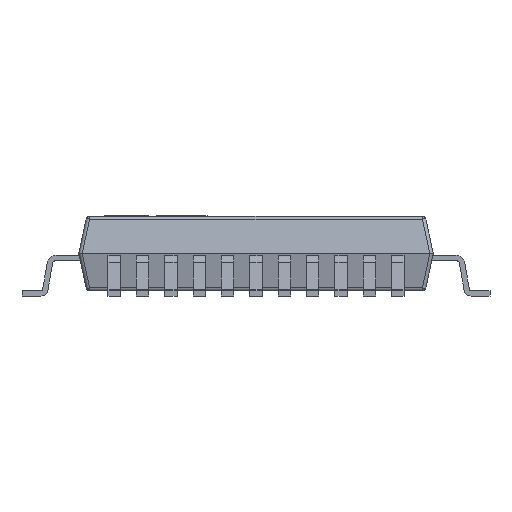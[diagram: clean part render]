
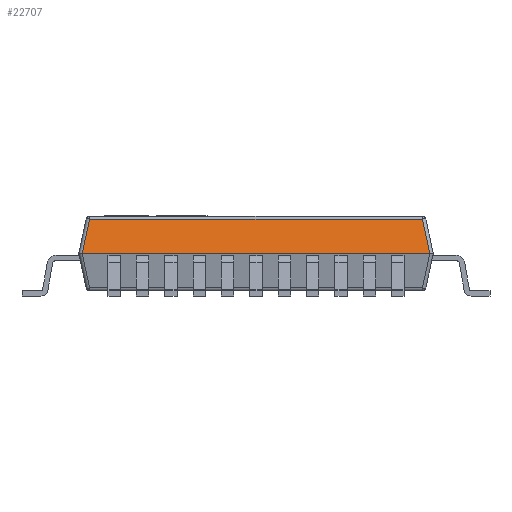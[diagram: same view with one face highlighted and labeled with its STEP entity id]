
A CAD part, front view. The second image highlights one B-rep face of the part: STEP entity #22707.
In plain terms, the highlighted planar face has unit normal (0, -0.978, 0.208).
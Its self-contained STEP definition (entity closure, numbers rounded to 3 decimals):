
#175 = ORIENTED_EDGE ( 'NONE', *, *, #24091, .T. ) ;
#2584 = ORIENTED_EDGE ( 'NONE', *, *, #27843, .T. ) ;
#4294 = ORIENTED_EDGE ( 'NONE', *, *, #10662, .T. ) ;
#5809 = VERTEX_POINT ( 'NONE', #11490 ) ;
#6136 = VECTOR ( 'NONE', #14788, 1000. ) ;
#9831 = PLANE ( 'NONE',  #26843 ) ;
#10662 = EDGE_CURVE ( 'NONE', #26249, #5809, #22140, .T. ) ;
#10800 = VERTEX_POINT ( 'NONE', #38343 ) ;
#11490 = CARTESIAN_POINT ( 'NONE',  ( 4.902, -5., 0. ) ) ;
#12776 = VERTEX_POINT ( 'NONE', #26447 ) ;
#13387 = DIRECTION ( 'NONE',  ( -1., 0., 0. ) ) ;
#13768 = CARTESIAN_POINT ( 'NONE',  ( -4.777, -4.794, 0.971 ) ) ;
#14788 = DIRECTION ( 'NONE',  ( -0.204, 0.204, 0.958 ) ) ;
#15238 = CARTESIAN_POINT ( 'NONE',  ( -5., -5., 0. ) ) ;
#15857 = FACE_OUTER_BOUND ( 'NONE', #25296, .T. ) ;
#16120 = DIRECTION ( 'NONE',  ( 1., 0., 0. ) ) ;
#18199 = ORIENTED_EDGE ( 'NONE', *, *, #38480, .T. ) ;
#20183 = VECTOR ( 'NONE', #22855, 1000. ) ;
#22140 = LINE ( 'NONE', #24528, #32612 ) ;
#22475 = LINE ( 'NONE', #31310, #20183 ) ;
#22707 = ADVANCED_FACE ( 'NONE', ( #15857 ), #9831, .T. ) ;
#22855 = DIRECTION ( 'NONE',  ( -0.204, -0.204, -0.958 ) ) ;
#23132 = CARTESIAN_POINT ( 'NONE',  ( -4.902, -5., 0. ) ) ;
#24091 = EDGE_CURVE ( 'NONE', #12776, #10800, #38023, .T. ) ;
#24528 = CARTESIAN_POINT ( 'NONE',  ( -5., -5., 0. ) ) ;
#25296 = EDGE_LOOP ( 'NONE', ( #4294, #18199, #175, #2584 ) ) ;
#26249 = VERTEX_POINT ( 'NONE', #23132 ) ;
#26447 = CARTESIAN_POINT ( 'NONE',  ( 4.696, -4.794, 0.971 ) ) ;
#26843 = AXIS2_PLACEMENT_3D ( 'NONE', #15238, #33722, #30751 ) ;
#26865 = LINE ( 'NONE', #39026, #6136 ) ;
#27843 = EDGE_CURVE ( 'NONE', #10800, #26249, #22475, .T. ) ;
#30751 = DIRECTION ( 'NONE',  ( 0., -0.208, -0.978 ) ) ;
#31310 = CARTESIAN_POINT ( 'NONE',  ( -4.906, -5.004, -0.019 ) ) ;
#32612 = VECTOR ( 'NONE', #16120, 1000. ) ;
#33722 = DIRECTION ( 'NONE',  ( 0., -0.978, 0.208 ) ) ;
#35209 = VECTOR ( 'NONE', #13387, 1000. ) ;
#38023 = LINE ( 'NONE', #13768, #35209 ) ;
#38343 = CARTESIAN_POINT ( 'NONE',  ( -4.696, -4.794, 0.971 ) ) ;
#38480 = EDGE_CURVE ( 'NONE', #5809, #12776, #26865, .T. ) ;
#39026 = CARTESIAN_POINT ( 'NONE',  ( 4.492, -4.59, 1.93 ) ) ;
